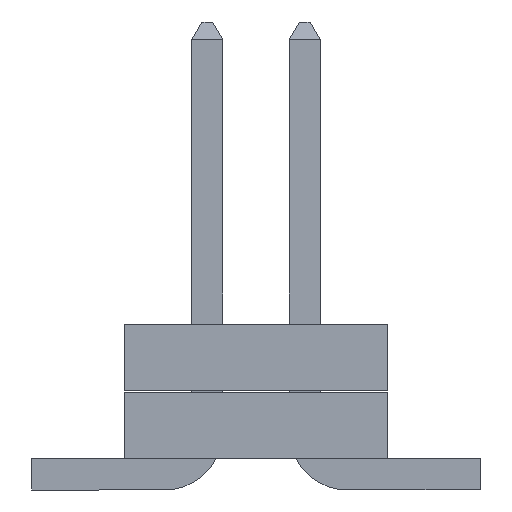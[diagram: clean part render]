
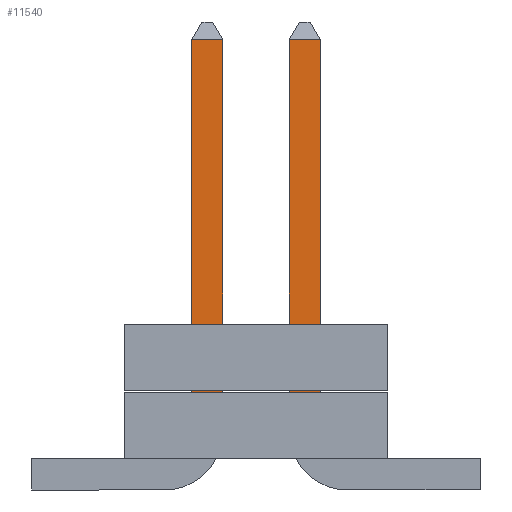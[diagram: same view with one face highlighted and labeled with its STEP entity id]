
A CAD part, left-side view. The second image highlights one B-rep face of the part: STEP entity #11540.
In plain terms, the highlighted planar face has unit normal (-1, 0, 0).
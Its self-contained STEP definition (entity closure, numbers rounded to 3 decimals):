
#221 = VERTEX_POINT('',#222);
#222 = CARTESIAN_POINT('',(-23.698,5.461,0.838));
#1703 = VERTEX_POINT('',#1704);
#1704 = CARTESIAN_POINT('',(-23.698,5.461,-0.838));
#4328 = VERTEX_POINT('',#4329);
#4329 = CARTESIAN_POINT('',(-23.698,5.461,-0.432));
#5477 = VERTEX_POINT('',#5478);
#5478 = CARTESIAN_POINT('',(-23.698,5.461,0.432));
#7817 = EDGE_CURVE('',#221,#7818,#7820,.T.);
#7818 = VERTEX_POINT('',#7819);
#7819 = CARTESIAN_POINT('',(-23.698,0.301,0.838));
#7820 = LINE('',#7821,#7822);
#7821 = CARTESIAN_POINT('',(-23.698,5.461,0.838));
#7822 = VECTOR('',#7823,1.);
#7823 = DIRECTION('',(0.,-1.,0.));
#8699 = EDGE_CURVE('',#7818,#8700,#8702,.T.);
#8700 = VERTEX_POINT('',#8701);
#8701 = CARTESIAN_POINT('',(-23.698,0.301,-0.838));
#8702 = LINE('',#8703,#8704);
#8703 = CARTESIAN_POINT('',(-23.698,0.301,0.838));
#8704 = VECTOR('',#8705,1.);
#8705 = DIRECTION('',(0.,0.,-1.));
#9588 = EDGE_CURVE('',#8700,#1703,#9589,.T.);
#9589 = LINE('',#9590,#9591);
#9590 = CARTESIAN_POINT('',(-23.698,0.301,-0.838));
#9591 = VECTOR('',#9592,1.);
#9592 = DIRECTION('',(0.,1.,0.));
#9705 = EDGE_CURVE('',#4328,#9706,#9708,.T.);
#9706 = VERTEX_POINT('',#9707);
#9707 = CARTESIAN_POINT('',(-23.698,0.555,-0.432));
#9708 = LINE('',#9709,#9710);
#9709 = CARTESIAN_POINT('',(-23.698,5.461,-0.432));
#9710 = VECTOR('',#9711,1.);
#9711 = DIRECTION('',(0.,-1.,0.));
#10587 = EDGE_CURVE('',#9706,#10588,#10590,.T.);
#10588 = VERTEX_POINT('',#10589);
#10589 = CARTESIAN_POINT('',(-23.698,0.555,0.432));
#10590 = LINE('',#10591,#10592);
#10591 = CARTESIAN_POINT('',(-23.698,0.555,-0.432));
#10592 = VECTOR('',#10593,1.);
#10593 = DIRECTION('',(0.,0.,1.));
#11476 = EDGE_CURVE('',#10588,#5477,#11477,.T.);
#11477 = LINE('',#11478,#11479);
#11478 = CARTESIAN_POINT('',(-23.698,0.555,0.432));
#11479 = VECTOR('',#11480,1.);
#11480 = DIRECTION('',(0.,1.,0.));
#11540 = ADVANCED_FACE('',(#11541),#11561,.F.);
#11541 = FACE_BOUND('',#11542,.T.);
#11542 = EDGE_LOOP('',(#11543,#11544,#11545,#11551,#11552,#11553,#11554,
    #11560));
#11543 = ORIENTED_EDGE('',*,*,#8699,.F.);
#11544 = ORIENTED_EDGE('',*,*,#7817,.F.);
#11545 = ORIENTED_EDGE('',*,*,#11546,.T.);
#11546 = EDGE_CURVE('',#221,#5477,#11547,.T.);
#11547 = LINE('',#11548,#11549);
#11548 = CARTESIAN_POINT('',(-23.698,5.461,0.));
#11549 = VECTOR('',#11550,1.);
#11550 = DIRECTION('',(0.,0.,-1.));
#11551 = ORIENTED_EDGE('',*,*,#11476,.F.);
#11552 = ORIENTED_EDGE('',*,*,#10587,.F.);
#11553 = ORIENTED_EDGE('',*,*,#9705,.F.);
#11554 = ORIENTED_EDGE('',*,*,#11555,.T.);
#11555 = EDGE_CURVE('',#4328,#1703,#11556,.T.);
#11556 = LINE('',#11557,#11558);
#11557 = CARTESIAN_POINT('',(-23.698,5.461,0.));
#11558 = VECTOR('',#11559,1.);
#11559 = DIRECTION('',(0.,0.,-1.));
#11560 = ORIENTED_EDGE('',*,*,#9588,.F.);
#11561 = PLANE('',#11562);
#11562 = AXIS2_PLACEMENT_3D('',#11563,#11564,#11565);
#11563 = CARTESIAN_POINT('',(-23.698,0.,0.));
#11564 = DIRECTION('',(1.,0.,0.));
#11565 = DIRECTION('',(0.,0.,-1.));
